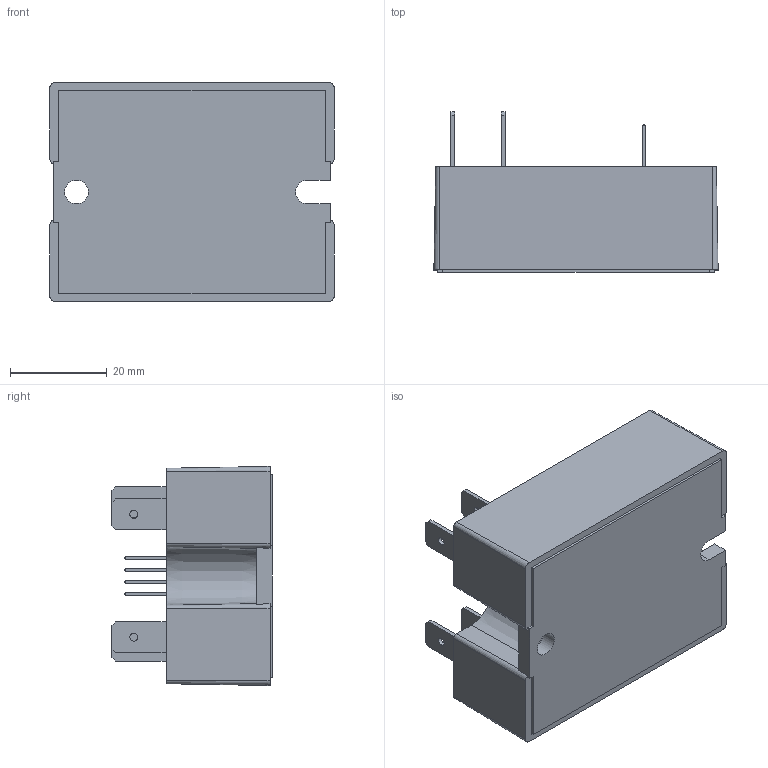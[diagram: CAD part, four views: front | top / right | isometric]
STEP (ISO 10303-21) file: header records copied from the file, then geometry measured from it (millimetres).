
FILE_DESCRIPTION (( 'STEP AP214' ), '1' );
FILE_NAME ('Dual SSR 1.STEP', '2016-08-31T15:55:05', ( '' ), ( '' ), 'SwSTEP 2.0', 'SolidWorks 2015', '' );
FILE_SCHEMA (( 'AUTOMOTIVE_DESIGN' ));
Length unit declared in the file: inch
Products named in the file (1): Dual SSR 1
Bounding box: 58.77 x 33.17 x 45.3 mm (x, y, z)
Volume: 17746.2 mm3; surface area: 20506.9 mm2
Topology: 7 solids, 8 shells, 340 faces, 898 edges, 592 vertices
Faces by surface type: plane 274, cone 30, bspline 24, cylinder 12
Full cylindrical faces by diameter (mm): 1.651 x4, 2.794 x4, 4.877 x1
Entity records: 15305 total; most frequent: CARTESIAN_POINT 2466, ORIENTED_EDGE 1778, DIRECTION 1559, EDGE_CURVE 889, VECTOR 709, LINE 709, VERTEX_POINT 592, AXIS2_PLACEMENT_3D 425
